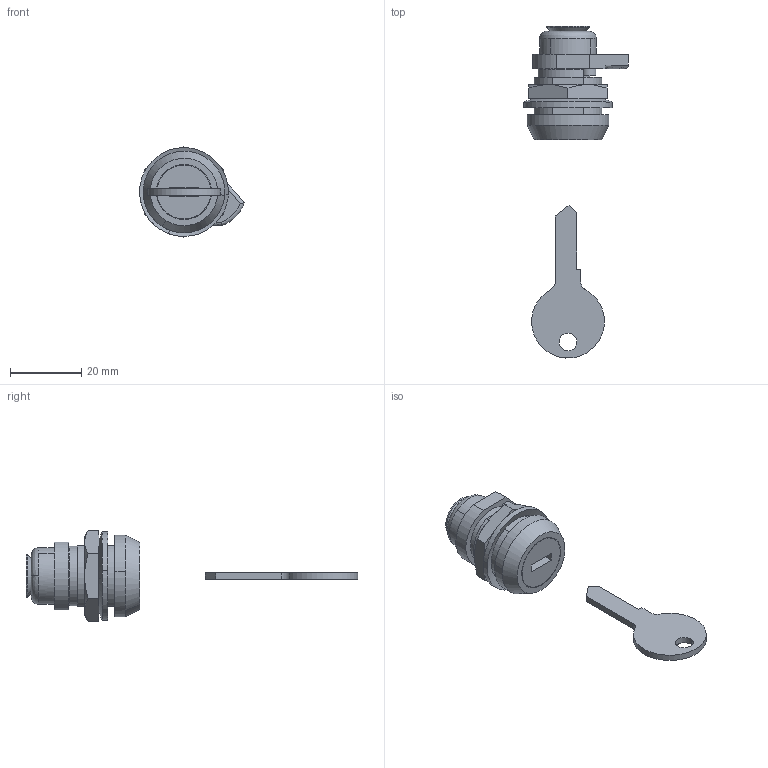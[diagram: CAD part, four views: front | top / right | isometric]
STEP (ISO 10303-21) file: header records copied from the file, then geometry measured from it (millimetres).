
FILE_DESCRIPTION((''),'2;1');
FILE_NAME('','2005-07-15T17:09:58',(''),(''),'','CADfix','');
FILE_SCHEMA(('AUTOMOTIVE_DESIGN'));
Length unit declared in the file: millimetre
Products named in the file (9): washer_2; washer_1; screw; nut; lock; key; cam; body; TL_64_16112_36
Assembly tree (8 placements, depth 2):
  TL_64_16112_36
    washer_2
    washer_1
    screw
    nut
    lock
    key
    cam
    body
Bounding box: 29.49 x 93.47 x 25.4 mm (x, y, z)
Volume: 9874.9 mm3; surface area: 9247.3 mm2
Topology: 8 solids, 8 shells, 134 faces, 391 edges, 278 vertices
Faces by surface type: bspline 134
Entity records: 4960 total; most frequent: CARTESIAN_POINT 2556, ORIENTED_EDGE 782, EDGE_CURVE 391, VERTEX_POINT 278, QUASI_UNIFORM_CURVE 184, EDGE_LOOP 153, FACE_OUTER_BOUND 134, ADVANCED_FACE 134
